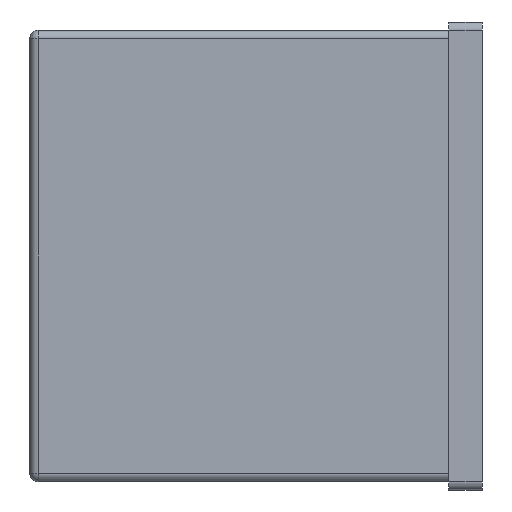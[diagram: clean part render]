
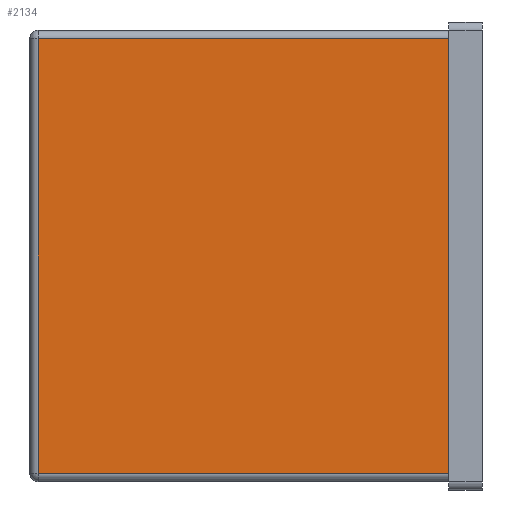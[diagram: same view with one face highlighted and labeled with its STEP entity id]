
A CAD part, left-side view. The second image highlights one B-rep face of the part: STEP entity #2134.
In plain terms, the highlighted planar face has unit normal (-1, 0, 0).
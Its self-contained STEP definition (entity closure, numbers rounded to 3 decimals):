
#105 = PLANE ( 'NONE',  #2141 ) ;
#111 = VERTEX_POINT ( 'NONE', #1286 ) ;
#136 = VECTOR ( 'NONE', #546, 1000. ) ;
#174 = VECTOR ( 'NONE', #2678, 1000. ) ;
#309 = EDGE_CURVE ( 'NONE', #418, #2586, #2441, .T. ) ;
#379 = CARTESIAN_POINT ( 'NONE',  ( 0., 24.8, -0.5 ) ) ;
#418 = VERTEX_POINT ( 'NONE', #2536 ) ;
#456 = EDGE_CURVE ( 'NONE', #2586, #111, #622, .T. ) ;
#546 = DIRECTION ( 'NONE',  ( 0., -1., 0. ) ) ;
#598 = ORIENTED_EDGE ( 'NONE', *, *, #2044, .T. ) ;
#618 = FACE_OUTER_BOUND ( 'NONE', #776, .T. ) ;
#622 = LINE ( 'NONE', #1214, #174 ) ;
#650 = CARTESIAN_POINT ( 'NONE',  ( 0., 24.3, 0. ) ) ;
#700 = ORIENTED_EDGE ( 'NONE', *, *, #456, .T. ) ;
#776 = EDGE_LOOP ( 'NONE', ( #1367, #2129, #700, #598 ) ) ;
#1138 = CARTESIAN_POINT ( 'NONE',  ( 0., 24.3, -0.5 ) ) ;
#1214 = CARTESIAN_POINT ( 'NONE',  ( 0., 0., 0. ) ) ;
#1286 = CARTESIAN_POINT ( 'NONE',  ( 0., 0., -0.5 ) ) ;
#1345 = VECTOR ( 'NONE', #1914, 1000. ) ;
#1367 = ORIENTED_EDGE ( 'NONE', *, *, #2537, .T. ) ;
#1621 = DIRECTION ( 'NONE',  ( 0., 0., -1. ) ) ;
#1794 = VERTEX_POINT ( 'NONE', #1138 ) ;
#1914 = DIRECTION ( 'NONE',  ( 0., 0., -1. ) ) ;
#1928 = CARTESIAN_POINT ( 'NONE',  ( 0., 0., -26.2 ) ) ;
#2044 = EDGE_CURVE ( 'NONE', #111, #1794, #2400, .T. ) ;
#2070 = DIRECTION ( 'NONE',  ( 0., 1., 0. ) ) ;
#2129 = ORIENTED_EDGE ( 'NONE', *, *, #309, .T. ) ;
#2134 = ADVANCED_FACE ( 'NONE', ( #618 ), #105, .F. ) ;
#2141 = AXIS2_PLACEMENT_3D ( 'NONE', #2235, #2446, #1621 ) ;
#2235 = CARTESIAN_POINT ( 'NONE',  ( 0., 24.8, 0. ) ) ;
#2400 = LINE ( 'NONE', #379, #2437 ) ;
#2437 = VECTOR ( 'NONE', #2070, 1000. ) ;
#2441 = LINE ( 'NONE', #2585, #136 ) ;
#2446 = DIRECTION ( 'NONE',  ( 1., 0., 0. ) ) ;
#2499 = LINE ( 'NONE', #650, #1345 ) ;
#2536 = CARTESIAN_POINT ( 'NONE',  ( 0., 24.3, -26.2 ) ) ;
#2537 = EDGE_CURVE ( 'NONE', #1794, #418, #2499, .T. ) ;
#2585 = CARTESIAN_POINT ( 'NONE',  ( 0., 24.8, -26.2 ) ) ;
#2586 = VERTEX_POINT ( 'NONE', #1928 ) ;
#2678 = DIRECTION ( 'NONE',  ( 0., 0., 1. ) ) ;
